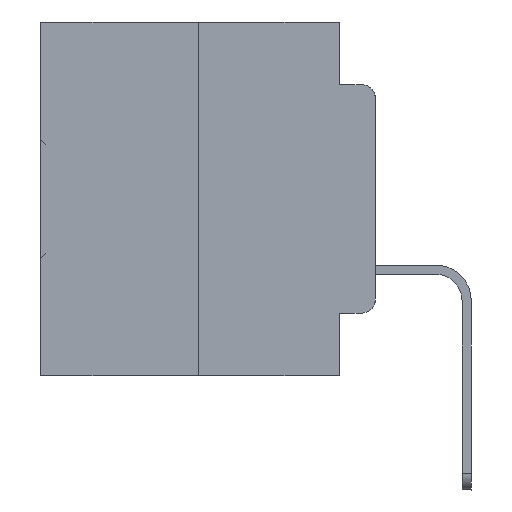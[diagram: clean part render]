
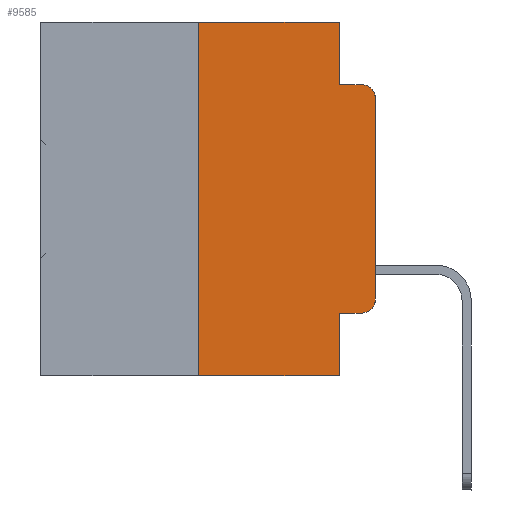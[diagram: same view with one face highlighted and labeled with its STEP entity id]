
A CAD part, left-side view. The second image highlights one B-rep face of the part: STEP entity #9585.
In plain terms, the highlighted planar face has unit normal (-1, 0, 0).
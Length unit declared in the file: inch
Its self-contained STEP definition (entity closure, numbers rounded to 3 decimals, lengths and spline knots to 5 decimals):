
#1258 = ORIENTED_EDGE ( 'NONE', *, *, #12523, .F. ) ;
#1462 = EDGE_CURVE ( 'NONE', #4286, #1816, #24285, .T. ) ;
#1816 = VERTEX_POINT ( 'NONE', #25997 ) ;
#3722 = CARTESIAN_POINT ( 'NONE',  ( 0., 0., -0.1085 ) ) ;
#4058 = LINE ( 'NONE', #5029, #33005 ) ;
#4266 = CARTESIAN_POINT ( 'NONE',  ( 0., 0.473, -0.5 ) ) ;
#4286 = VERTEX_POINT ( 'NONE', #11462 ) ;
#4610 = CIRCLE ( 'NONE', #16848, 0.02 ) ;
#4785 = EDGE_CURVE ( 'NONE', #6034, #31009, #4610, .T. ) ;
#5029 = CARTESIAN_POINT ( 'NONE',  ( 0., 0.051, 0. ) ) ;
#5420 = CARTESIAN_POINT ( 'NONE',  ( 0., 0.473, 0. ) ) ;
#5962 = VERTEX_POINT ( 'NONE', #3722 ) ;
#6010 = DIRECTION ( 'NONE',  ( 0., 0., 1. ) ) ;
#6034 = VERTEX_POINT ( 'NONE', #31265 ) ;
#6118 = VECTOR ( 'NONE', #10296, 39.37008 ) ;
#6129 = ORIENTED_EDGE ( 'NONE', *, *, #24572, .T. ) ;
#6312 = VERTEX_POINT ( 'NONE', #24243 ) ;
#6339 = LINE ( 'NONE', #30720, #20106 ) ;
#7046 = DIRECTION ( 'NONE',  ( 0., -1., 0. ) ) ;
#8052 = CARTESIAN_POINT ( 'NONE',  ( 0., 0.02, -0.3915 ) ) ;
#8279 = EDGE_CURVE ( 'NONE', #31009, #5962, #6339, .T. ) ;
#8305 = PLANE ( 'NONE',  #29483 ) ;
#8721 = LINE ( 'NONE', #4266, #23394 ) ;
#9585 = ADVANCED_FACE ( 'NONE', ( #28359 ), #8305, .F. ) ;
#10160 = EDGE_CURVE ( 'NONE', #1816, #33389, #4058, .T. ) ;
#10296 = DIRECTION ( 'NONE',  ( 0., 0., 1. ) ) ;
#10413 = CARTESIAN_POINT ( 'NONE',  ( 0., 0.25, 0. ) ) ;
#10824 = DIRECTION ( 'NONE',  ( -1., 0., 0. ) ) ;
#11462 = CARTESIAN_POINT ( 'NONE',  ( 0., 0.25, 0. ) ) ;
#11553 = VERTEX_POINT ( 'NONE', #17491 ) ;
#11857 = AXIS2_PLACEMENT_3D ( 'NONE', #12215, #31798, #15328 ) ;
#12215 = CARTESIAN_POINT ( 'NONE',  ( 0., 0.02, -0.1085 ) ) ;
#12275 = VECTOR ( 'NONE', #16112, 39.37008 ) ;
#12523 = EDGE_CURVE ( 'NONE', #31231, #6312, #18976, .T. ) ;
#12888 = VECTOR ( 'NONE', #27222, 39.37008 ) ;
#13484 = ORIENTED_EDGE ( 'NONE', *, *, #4785, .T. ) ;
#13563 = DIRECTION ( 'NONE',  ( 0., -1., 0. ) ) ;
#14115 = CARTESIAN_POINT ( 'NONE',  ( 0., 0.051, -0.4115 ) ) ;
#15162 = ORIENTED_EDGE ( 'NONE', *, *, #23297, .F. ) ;
#15328 = DIRECTION ( 'NONE',  ( 0., 0., -1. ) ) ;
#16112 = DIRECTION ( 'NONE',  ( 0., -1., 0. ) ) ;
#16553 = LINE ( 'NONE', #30774, #12275 ) ;
#16607 = DIRECTION ( 'NONE',  ( 1., 0., 0. ) ) ;
#16848 = AXIS2_PLACEMENT_3D ( 'NONE', #8052, #10824, #35844 ) ;
#17491 = CARTESIAN_POINT ( 'NONE',  ( 0., 0.02, -0.0885 ) ) ;
#18494 = CARTESIAN_POINT ( 'NONE',  ( 0., 0.051, -0.0885 ) ) ;
#18837 = CARTESIAN_POINT ( 'NONE',  ( 0., 0.25, -0.5 ) ) ;
#18976 = LINE ( 'NONE', #30150, #20703 ) ;
#19004 = DIRECTION ( 'NONE',  ( 0., 0., -1. ) ) ;
#19058 = CARTESIAN_POINT ( 'NONE',  ( 0., 0., -0.3915 ) ) ;
#19094 = CARTESIAN_POINT ( 'NONE',  ( 0., 0.473, 0. ) ) ;
#19365 = LINE ( 'NONE', #21468, #12888 ) ;
#20106 = VECTOR ( 'NONE', #6010, 39.37008 ) ;
#20703 = VECTOR ( 'NONE', #19004, 39.37008 ) ;
#21468 = CARTESIAN_POINT ( 'NONE',  ( 0., 0.051, -0.4115 ) ) ;
#22511 = LINE ( 'NONE', #10413, #6118 ) ;
#22603 = EDGE_CURVE ( 'NONE', #31231, #6034, #19365, .T. ) ;
#23036 = ORIENTED_EDGE ( 'NONE', *, *, #1462, .F. ) ;
#23078 = ORIENTED_EDGE ( 'NONE', *, *, #27545, .T. ) ;
#23297 = EDGE_CURVE ( 'NONE', #33389, #11553, #16553, .T. ) ;
#23394 = VECTOR ( 'NONE', #7046, 39.37008 ) ;
#24030 = ORIENTED_EDGE ( 'NONE', *, *, #24675, .F. ) ;
#24243 = CARTESIAN_POINT ( 'NONE',  ( 0., 0.051, -0.5 ) ) ;
#24285 = LINE ( 'NONE', #19094, #33775 ) ;
#24572 = EDGE_CURVE ( 'NONE', #24711, #6312, #8721, .T. ) ;
#24675 = EDGE_CURVE ( 'NONE', #24711, #4286, #22511, .T. ) ;
#24711 = VERTEX_POINT ( 'NONE', #18837 ) ;
#25034 = EDGE_LOOP ( 'NONE', ( #30783, #23078, #15162, #33976, #23036, #24030, #6129, #1258, #34011, #13484 ) ) ;
#25997 = CARTESIAN_POINT ( 'NONE',  ( 0., 0.051, 0. ) ) ;
#27222 = DIRECTION ( 'NONE',  ( 0., -1., 0. ) ) ;
#27269 = DIRECTION ( 'NONE',  ( 0., 0., -1. ) ) ;
#27545 = EDGE_CURVE ( 'NONE', #5962, #11553, #33060, .T. ) ;
#28359 = FACE_OUTER_BOUND ( 'NONE', #25034, .T. ) ;
#29483 = AXIS2_PLACEMENT_3D ( 'NONE', #5420, #16607, #35613 ) ;
#30150 = CARTESIAN_POINT ( 'NONE',  ( 0., 0.051, 0. ) ) ;
#30720 = CARTESIAN_POINT ( 'NONE',  ( 0., 0., 0. ) ) ;
#30774 = CARTESIAN_POINT ( 'NONE',  ( 0., 0.051, -0.0885 ) ) ;
#30783 = ORIENTED_EDGE ( 'NONE', *, *, #8279, .T. ) ;
#31009 = VERTEX_POINT ( 'NONE', #19058 ) ;
#31231 = VERTEX_POINT ( 'NONE', #14115 ) ;
#31265 = CARTESIAN_POINT ( 'NONE',  ( 0., 0.02, -0.4115 ) ) ;
#31798 = DIRECTION ( 'NONE',  ( -1., 0., 0. ) ) ;
#33005 = VECTOR ( 'NONE', #27269, 39.37008 ) ;
#33060 = CIRCLE ( 'NONE', #11857, 0.02 ) ;
#33389 = VERTEX_POINT ( 'NONE', #18494 ) ;
#33775 = VECTOR ( 'NONE', #13563, 39.37008 ) ;
#33976 = ORIENTED_EDGE ( 'NONE', *, *, #10160, .F. ) ;
#34011 = ORIENTED_EDGE ( 'NONE', *, *, #22603, .T. ) ;
#35613 = DIRECTION ( 'NONE',  ( 0., 0., -1. ) ) ;
#35844 = DIRECTION ( 'NONE',  ( 0., 0., -1. ) ) ;
